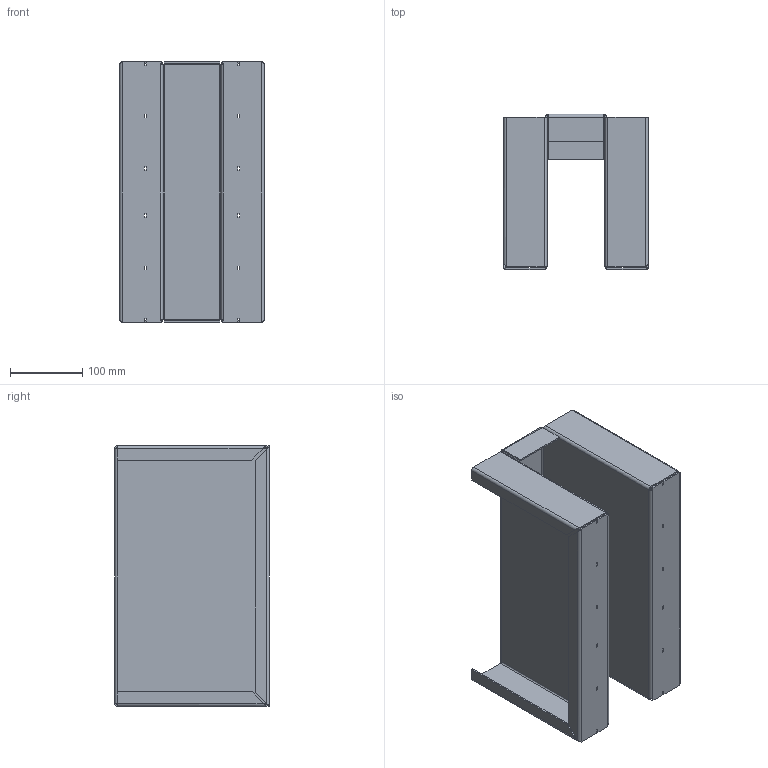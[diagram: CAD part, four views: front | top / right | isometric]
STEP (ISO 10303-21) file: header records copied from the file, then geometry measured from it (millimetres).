
FILE_DESCRIPTION (( 'STEP AP203' ), '1' );
FILE_NAME ('chassis_1.STEP', '2025-03-04T14:46:06', ( '' ), ( '' ), 'SwSTEP 2.0', 'SolidWorks 2024', '' );
FILE_SCHEMA (( 'CONFIG_CONTROL_DESIGN' ));
Length unit declared in the file: millimetre
Products named in the file (1): chassis_1
Bounding box: 200 x 214 x 360 mm (x, y, z)
Volume: 600795 mm3; surface area: 606643.5 mm2
Topology: 1 solids, 1 shells, 186 faces, 424 edges, 240 vertices
Faces by surface type: plane 146, cylinder 32, bspline 8
Entity records: 5549 total; most frequent: CARTESIAN_POINT 1355, ORIENTED_EDGE 848, DIRECTION 814, EDGE_CURVE 424, VECTOR 360, LINE 360, VERTEX_POINT 240, AXIS2_PLACEMENT_3D 227
